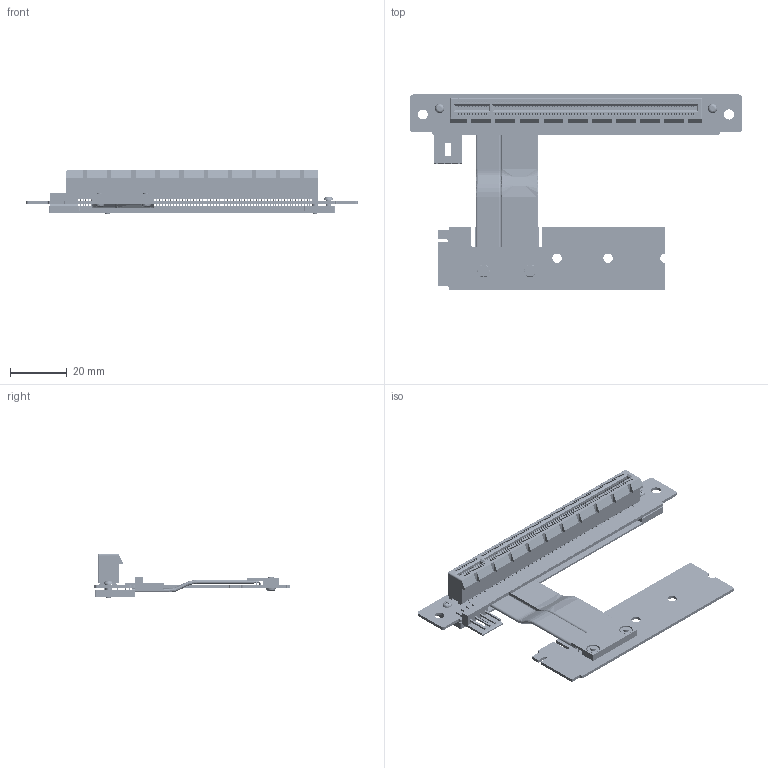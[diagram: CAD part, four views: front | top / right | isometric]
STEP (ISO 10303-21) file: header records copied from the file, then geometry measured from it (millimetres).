
FILE_DESCRIPTION(('Open CASCADE Model'),'2;1');
FILE_NAME('Open CASCADE Shape Model','2020-03-19T22:40:16',('Author'),( 'Open CASCADE'),'Open CASCADE STEP processor 6.8','Open CASCADE 6.8' ,'Unknown');
FILE_SCHEMA(('AUTOMOTIVE_DESIGN { 1 0 10303 214 1 1 1 1 }'));
Length unit declared in the file: millimetre
Products named in the file (78): PCB; Board; Open CASCADE STEP translator 6.8 37.1.1; Free-Models; 4P_power_c-171825-4-y-3d_RGB12967653; RP33R-PAD; TE_PCIe_Express_x16_(3.1mm_Pins)_RGB4404530; PCIe_Body_PCIe_x16; Pins_Internal_Pin_(Long); Pins_External_Pin_(Long); tape-3P_RGB0; G0033_RGB13097436; Hexagon_nut_ISO_4032_(DIN_934)_-_M2_RGB9411503; cable13-A1A2(1); cable20-A1A2; RP44S-PAD; G0033_RGB9411503; Tape_22x5_RGB0
Assembly tree (244 placements, depth 4):
  PCB
    Board
      Open CASCADE STEP translator 6.8 37.1.1
    Free-Models
      4P_power_c-171825-4-y-3d_RGB12967653
      RP33R-PAD
      TE_PCIe_Express_x16_(3.1mm_Pins)_RGB4404530
        PCIe_Body_PCIe_x16
        Pins_Internal_Pin_(Long)  x82
        Pins_External_Pin_(Long)  x82
      tape-3P_RGB0
      G0033_RGB13097436  x2
      Hexagon_nut_ISO_4032_(DIN_934)_-_M2_RGB9411503  x4
      cable13-A1A2(1)
      cable13-A1A2(1)
      cable13-A1A2(1)
      cable13-A1A2(1)
      cable13-A1A2(1)
      cable13-A1A2(1)
      cable13-A1A2(1)
      cable13-A1A2(1)
      cable13-A1A2(1)
      cable13-A1A2(1)
      cable13-A1A2(1)
      cable13-A1A2(1)
      cable13-A1A2(1)
      cable13-A1A2(1)
      cable13-A1A2(1)
      cable13-A1A2(1)
      cable13-A1A2(1)
      cable13-A1A2(1)
      cable13-A1A2(1)
      cable13-A1A2(1)
      cable13-A1A2(1)
      cable13-A1A2(1)
      cable20-A1A2
      cable20-A1A2
      cable20-A1A2
      cable20-A1A2
      cable20-A1A2
      cable20-A1A2
      cable20-A1A2
      cable20-A1A2
      cable20-A1A2
      cable20-A1A2
      cable20-A1A2
      cable20-A1A2
      cable20-A1A2
      cable20-A1A2
      cable20-A1A2
      cable20-A1A2
      cable20-A1A2
      cable20-A1A2
      cable20-A1A2
      cable20-A1A2
      cable20-A1A2
      cable20-A1A2
      cable20-A1A2
      cable20-A1A2
      cable20-A1A2
Bounding box: 117.08 x 68.78 x 15.4 mm (x, y, z)
Volume: 12112.3 mm3; surface area: 33638.6 mm2
Topology: 241 solids, 241 shells, 7345 faces, 20721 edges, 13724 vertices
Faces by surface type: plane 4429, cylinder 2711, bspline 77, torus 66, cone 52, revolution 8, sphere 2
Full cylindrical faces by diameter (mm): 0.4 x159, 0.404 x4, 0.405 x2, 0.6 x153, 0.7 x164, 1.2 x4, 1.6 x164, 2 x4, 2.2 x9, 2.35 x2, 2.4 x2, 3.3 x2, 3.5 x1, 3.6 x1, 4.8 x4
Entity records: 118612 total; most frequent: CARTESIAN_POINT 23026, ORIENTED_EDGE 17582, DIRECTION 16157, EDGE_CURVE 8791, LINE 6605, VECTOR 6605, VERTEX_POINT 5784, AXIS2_PLACEMENT_3D 4774
